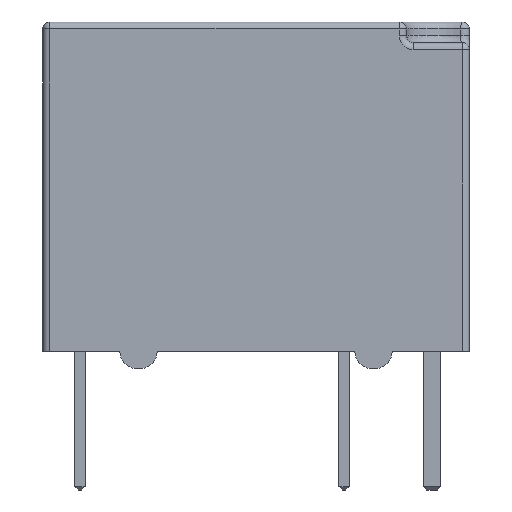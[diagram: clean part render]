
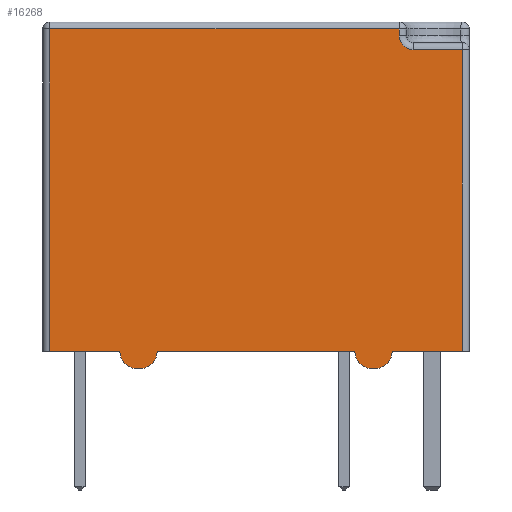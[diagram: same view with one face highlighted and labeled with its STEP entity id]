
A CAD part, front view. The second image highlights one B-rep face of the part: STEP entity #16268.
In plain terms, the highlighted planar face has unit normal (0, -1, 0).
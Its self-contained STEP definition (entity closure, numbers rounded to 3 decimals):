
#167 = DIRECTION ( 'NONE',  ( 0., 0., -1. ) ) ;
#209 = DIRECTION ( 'NONE',  ( 0., 0., 1. ) ) ;
#678 = LINE ( 'NONE', #12140, #11370 ) ;
#735 = DIRECTION ( 'NONE',  ( 0., 0., 1. ) ) ;
#903 = VERTEX_POINT ( 'NONE', #5546 ) ;
#1067 = CIRCLE ( 'NONE', #1362, 0.5 ) ;
#1083 = LINE ( 'NONE', #1365, #5785 ) ;
#1117 = CARTESIAN_POINT ( 'NONE',  ( -3.427, -3.65, 0.5 ) ) ;
#1190 = LINE ( 'NONE', #16766, #17881 ) ;
#1236 = EDGE_CURVE ( 'NONE', #7379, #903, #14364, .T. ) ;
#1362 = AXIS2_PLACEMENT_3D ( 'NONE', #15196, #2339, #5239 ) ;
#1365 = CARTESIAN_POINT ( 'NONE',  ( -6.15, -3.65, 0. ) ) ;
#1370 = CARTESIAN_POINT ( 'NONE',  ( -6.15, -3.65, 0.5 ) ) ;
#1607 = EDGE_CURVE ( 'NONE', #5776, #2763, #10267, .T. ) ;
#1725 = VECTOR ( 'NONE', #4208, 1000. ) ;
#1770 = DIRECTION ( 'NONE',  ( 0., 0., 1. ) ) ;
#1819 = CARTESIAN_POINT ( 'NONE',  ( -3.927, -3.65, 0.5 ) ) ;
#1986 = DIRECTION ( 'NONE',  ( 0., 1., 0. ) ) ;
#2178 = EDGE_CURVE ( 'NONE', #9929, #9689, #2299, .T. ) ;
#2299 = CIRCLE ( 'NONE', #12803, 0.5 ) ;
#2339 = DIRECTION ( 'NONE',  ( 0., -1., 0. ) ) ;
#2405 = CARTESIAN_POINT ( 'NONE',  ( -2.851, -3.65, 0.5 ) ) ;
#2408 = VERTEX_POINT ( 'NONE', #16396 ) ;
#2437 = DIRECTION ( 'NONE',  ( 0., -1., 0. ) ) ;
#2492 = EDGE_CURVE ( 'NONE', #6899, #10019, #1190, .T. ) ;
#2496 = CARTESIAN_POINT ( 'NONE',  ( -5.95, -3.65, 0.5 ) ) ;
#2763 = VERTEX_POINT ( 'NONE', #9714 ) ;
#3149 = ORIENTED_EDGE ( 'NONE', *, *, #17645, .F. ) ;
#3192 = DIRECTION ( 'NONE',  ( 0., 0., 1. ) ) ;
#3391 = FACE_OUTER_BOUND ( 'NONE', #12327, .T. ) ;
#3582 = ORIENTED_EDGE ( 'NONE', *, *, #2178, .T. ) ;
#4085 = ORIENTED_EDGE ( 'NONE', *, *, #2492, .T. ) ;
#4208 = DIRECTION ( 'NONE',  ( -1., 0., 0. ) ) ;
#4358 = ORIENTED_EDGE ( 'NONE', *, *, #15677, .T. ) ;
#4497 = CARTESIAN_POINT ( 'NONE',  ( -5.95, -3.65, 10. ) ) ;
#4520 = CARTESIAN_POINT ( 'NONE',  ( 5.95, -3.65, 9.2 ) ) ;
#4549 = ORIENTED_EDGE ( 'NONE', *, *, #9139, .T. ) ;
#4580 = LINE ( 'NONE', #4497, #13582 ) ;
#4635 = VERTEX_POINT ( 'NONE', #2405 ) ;
#4645 = ORIENTED_EDGE ( 'NONE', *, *, #1236, .T. ) ;
#5001 = CARTESIAN_POINT ( 'NONE',  ( -6.15, -3.65, 10. ) ) ;
#5239 = DIRECTION ( 'NONE',  ( 0., 0., 1. ) ) ;
#5442 = DIRECTION ( 'NONE',  ( 0., -1., 0. ) ) ;
#5452 = CARTESIAN_POINT ( 'NONE',  ( 3.351, -3.65, 0. ) ) ;
#5463 = ORIENTED_EDGE ( 'NONE', *, *, #5494, .T. ) ;
#5494 = EDGE_CURVE ( 'NONE', #9672, #6899, #5565, .T. ) ;
#5546 = CARTESIAN_POINT ( 'NONE',  ( 4.533, -3.65, 9.2 ) ) ;
#5550 = VECTOR ( 'NONE', #209, 1000. ) ;
#5565 = LINE ( 'NONE', #17003, #5550 ) ;
#5599 = DIRECTION ( 'NONE',  ( 1., 0., 0. ) ) ;
#5626 = ORIENTED_EDGE ( 'NONE', *, *, #13664, .T. ) ;
#5673 = ORIENTED_EDGE ( 'NONE', *, *, #17410, .T. ) ;
#5776 = VERTEX_POINT ( 'NONE', #17637 ) ;
#5785 = VECTOR ( 'NONE', #5599, 1000. ) ;
#5842 = EDGE_CURVE ( 'NONE', #16804, #12628, #1067, .T. ) ;
#5979 = CIRCLE ( 'NONE', #9588, 0.4 ) ;
#6091 = LINE ( 'NONE', #11811, #14047 ) ;
#6129 = CARTESIAN_POINT ( 'NONE',  ( 6.15, -3.65, 0.5 ) ) ;
#6450 = CARTESIAN_POINT ( 'NONE',  ( 2.851, -3.65, 0.5 ) ) ;
#6573 = DIRECTION ( 'NONE',  ( 0., 0., 1. ) ) ;
#6899 = VERTEX_POINT ( 'NONE', #10931 ) ;
#7379 = VERTEX_POINT ( 'NONE', #4520 ) ;
#7627 = AXIS2_PLACEMENT_3D ( 'NONE', #13538, #13627, #735 ) ;
#8512 = ORIENTED_EDGE ( 'NONE', *, *, #15863, .T. ) ;
#9139 = EDGE_CURVE ( 'NONE', #11725, #4635, #18488, .T. ) ;
#9221 = VECTOR ( 'NONE', #14692, 1000. ) ;
#9519 = CARTESIAN_POINT ( 'NONE',  ( -5.95, -3.65, 9.8 ) ) ;
#9588 = AXIS2_PLACEMENT_3D ( 'NONE', #14002, #2437, #6573 ) ;
#9672 = VERTEX_POINT ( 'NONE', #17611 ) ;
#9689 = VERTEX_POINT ( 'NONE', #12069 ) ;
#9714 = CARTESIAN_POINT ( 'NONE',  ( 3.927, -3.65, 0.5 ) ) ;
#9810 = DIRECTION ( 'NONE',  ( 0., -1., 0. ) ) ;
#9885 = ORIENTED_EDGE ( 'NONE', *, *, #10579, .F. ) ;
#9921 = LINE ( 'NONE', #1370, #11045 ) ;
#9929 = VERTEX_POINT ( 'NONE', #1819 ) ;
#10019 = VERTEX_POINT ( 'NONE', #9519 ) ;
#10039 = CIRCLE ( 'NONE', #7627, 0.5 ) ;
#10100 = CARTESIAN_POINT ( 'NONE',  ( -3.351, -3.65, 0.5 ) ) ;
#10219 = ORIENTED_EDGE ( 'NONE', *, *, #18401, .F. ) ;
#10267 = LINE ( 'NONE', #6129, #9221 ) ;
#10434 = AXIS2_PLACEMENT_3D ( 'NONE', #10100, #9810, #17309 ) ;
#10579 = EDGE_CURVE ( 'NONE', #16804, #4635, #10960, .T. ) ;
#10691 = ORIENTED_EDGE ( 'NONE', *, *, #5842, .T. ) ;
#10931 = CARTESIAN_POINT ( 'NONE',  ( 4.133, -3.65, 9.8 ) ) ;
#10934 = ORIENTED_EDGE ( 'NONE', *, *, #1607, .F. ) ;
#10960 = LINE ( 'NONE', #15009, #12298 ) ;
#11045 = VECTOR ( 'NONE', #18436, 1000. ) ;
#11265 = EDGE_CURVE ( 'NONE', #12628, #2408, #678, .T. ) ;
#11370 = VECTOR ( 'NONE', #13576, 1000. ) ;
#11725 = VERTEX_POINT ( 'NONE', #16495 ) ;
#11811 = CARTESIAN_POINT ( 'NONE',  ( 5.95, -3.65, 10. ) ) ;
#12069 = CARTESIAN_POINT ( 'NONE',  ( -3.427, -3.65, 0. ) ) ;
#12140 = CARTESIAN_POINT ( 'NONE',  ( -6.15, -3.65, 0. ) ) ;
#12298 = VECTOR ( 'NONE', #13448, 1000. ) ;
#12327 = EDGE_LOOP ( 'NONE', ( #10934, #5673, #4645, #10219, #5463, #4085, #4358, #3149, #3582, #8512, #4549, #9885, #10691, #18261, #5626 ) ) ;
#12628 = VERTEX_POINT ( 'NONE', #5452 ) ;
#12803 = AXIS2_PLACEMENT_3D ( 'NONE', #1117, #5442, #3192 ) ;
#13448 = DIRECTION ( 'NONE',  ( -1., 0., 0. ) ) ;
#13538 = CARTESIAN_POINT ( 'NONE',  ( 3.427, -3.65, 0.5 ) ) ;
#13576 = DIRECTION ( 'NONE',  ( 1., 0., 0. ) ) ;
#13582 = VECTOR ( 'NONE', #167, 1000. ) ;
#13627 = DIRECTION ( 'NONE',  ( 0., -1., 0. ) ) ;
#13664 = EDGE_CURVE ( 'NONE', #2408, #2763, #10039, .T. ) ;
#13745 = PLANE ( 'NONE',  #17499 ) ;
#14002 = CARTESIAN_POINT ( 'NONE',  ( 4.533, -3.65, 9.6 ) ) ;
#14047 = VECTOR ( 'NONE', #1770, 1000. ) ;
#14169 = CARTESIAN_POINT ( 'NONE',  ( 4.333, -3.65, 9.2 ) ) ;
#14364 = LINE ( 'NONE', #14169, #1725 ) ;
#14692 = DIRECTION ( 'NONE',  ( -1., 0., 0. ) ) ;
#15009 = CARTESIAN_POINT ( 'NONE',  ( -2.851, -3.65, 0.5 ) ) ;
#15196 = CARTESIAN_POINT ( 'NONE',  ( 3.351, -3.65, 0.5 ) ) ;
#15376 = DIRECTION ( 'NONE',  ( -1., 0., 0. ) ) ;
#15677 = EDGE_CURVE ( 'NONE', #10019, #17606, #4580, .T. ) ;
#15863 = EDGE_CURVE ( 'NONE', #9689, #11725, #1083, .T. ) ;
#16268 = ADVANCED_FACE ( 'NONE', ( #3391 ), #13745, .F. ) ;
#16396 = CARTESIAN_POINT ( 'NONE',  ( 3.427, -3.65, 0. ) ) ;
#16495 = CARTESIAN_POINT ( 'NONE',  ( -3.351, -3.65, 0. ) ) ;
#16766 = CARTESIAN_POINT ( 'NONE',  ( -6.15, -3.65, 9.8 ) ) ;
#16804 = VERTEX_POINT ( 'NONE', #6450 ) ;
#17003 = CARTESIAN_POINT ( 'NONE',  ( 4.133, -3.65, 10. ) ) ;
#17309 = DIRECTION ( 'NONE',  ( 0., 0., 1. ) ) ;
#17410 = EDGE_CURVE ( 'NONE', #5776, #7379, #6091, .T. ) ;
#17499 = AXIS2_PLACEMENT_3D ( 'NONE', #5001, #1986, #18112 ) ;
#17606 = VERTEX_POINT ( 'NONE', #2496 ) ;
#17611 = CARTESIAN_POINT ( 'NONE',  ( 4.133, -3.65, 9.6 ) ) ;
#17637 = CARTESIAN_POINT ( 'NONE',  ( 5.95, -3.65, 0.5 ) ) ;
#17645 = EDGE_CURVE ( 'NONE', #9929, #17606, #9921, .T. ) ;
#17881 = VECTOR ( 'NONE', #15376, 1000. ) ;
#18112 = DIRECTION ( 'NONE',  ( 0., 0., 1. ) ) ;
#18261 = ORIENTED_EDGE ( 'NONE', *, *, #11265, .T. ) ;
#18401 = EDGE_CURVE ( 'NONE', #9672, #903, #5979, .T. ) ;
#18436 = DIRECTION ( 'NONE',  ( -1., 0., 0. ) ) ;
#18488 = CIRCLE ( 'NONE', #10434, 0.5 ) ;
